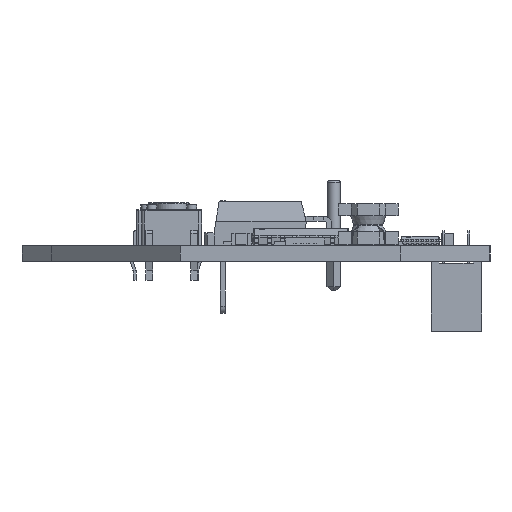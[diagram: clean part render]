
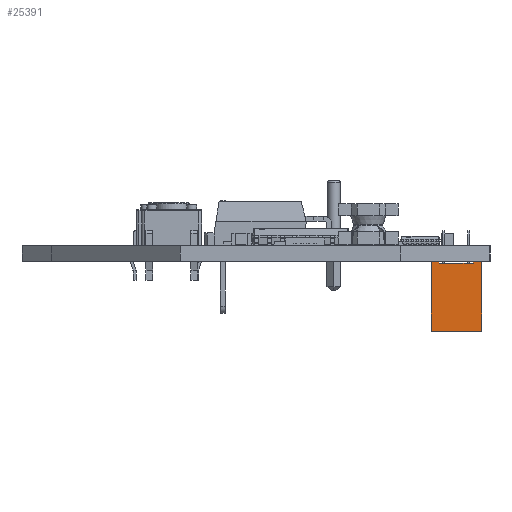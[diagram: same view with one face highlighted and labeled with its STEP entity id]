
A CAD part, left-side view. The second image highlights one B-rep face of the part: STEP entity #25391.
In plain terms, the highlighted planar face has unit normal (-1, 0, 0).
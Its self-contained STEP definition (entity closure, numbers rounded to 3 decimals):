
#4597 = VERTEX_POINT('',#4598);
#4598 = CARTESIAN_POINT('',(18.73,-21.813,-1.6));
#4604 = EDGE_CURVE('',#4605,#4597,#4607,.T.);
#4605 = VERTEX_POINT('',#4606);
#4606 = CARTESIAN_POINT('',(18.73,-22.66,-1.6));
#4607 = LINE('',#4608,#4609);
#4608 = CARTESIAN_POINT('',(18.73,-22.66,-1.6));
#4609 = VECTOR('',#4610,1.);
#4610 = DIRECTION('',(0.,1.,0.));
#4725 = VERTEX_POINT('',#4726);
#4726 = CARTESIAN_POINT('',(18.73,-17.58,-1.6));
#4732 = EDGE_CURVE('',#4733,#4725,#4735,.T.);
#4733 = VERTEX_POINT('',#4734);
#4734 = CARTESIAN_POINT('',(18.73,-18.427,-1.6));
#4735 = LINE('',#4736,#4737);
#4736 = CARTESIAN_POINT('',(18.73,-22.66,-1.6));
#4737 = VECTOR('',#4738,1.);
#4738 = DIRECTION('',(0.,1.,0.));
#25267 = VERTEX_POINT('',#25268);
#25268 = CARTESIAN_POINT('',(18.73,-21.813,-1.8));
#25274 = EDGE_CURVE('',#4597,#25267,#25275,.T.);
#25275 = LINE('',#25276,#25277);
#25276 = CARTESIAN_POINT('',(18.73,-21.813,-1.6));
#25277 = VECTOR('',#25278,1.);
#25278 = DIRECTION('',(0.,0.,-1.));
#25373 = VERTEX_POINT('',#25374);
#25374 = CARTESIAN_POINT('',(18.73,-22.66,-8.6));
#25380 = EDGE_CURVE('',#4605,#25373,#25381,.T.);
#25381 = LINE('',#25382,#25383);
#25382 = CARTESIAN_POINT('',(18.73,-22.66,-1.6));
#25383 = VECTOR('',#25384,1.);
#25384 = DIRECTION('',(0.,0.,-1.));
#25391 = ADVANCED_FACE('',(#25392),#25426,.F.);
#25392 = FACE_BOUND('',#25393,.F.);
#25393 = EDGE_LOOP('',(#25394,#25395,#25396,#25404,#25410,#25411,#25419,
    #25425));
#25394 = ORIENTED_EDGE('',*,*,#4604,.F.);
#25395 = ORIENTED_EDGE('',*,*,#25380,.T.);
#25396 = ORIENTED_EDGE('',*,*,#25397,.T.);
#25397 = EDGE_CURVE('',#25373,#25398,#25400,.T.);
#25398 = VERTEX_POINT('',#25399);
#25399 = CARTESIAN_POINT('',(18.73,-17.58,-8.6));
#25400 = LINE('',#25401,#25402);
#25401 = CARTESIAN_POINT('',(18.73,-22.66,-8.6));
#25402 = VECTOR('',#25403,1.);
#25403 = DIRECTION('',(0.,1.,0.));
#25404 = ORIENTED_EDGE('',*,*,#25405,.F.);
#25405 = EDGE_CURVE('',#4725,#25398,#25406,.T.);
#25406 = LINE('',#25407,#25408);
#25407 = CARTESIAN_POINT('',(18.73,-17.58,-1.6));
#25408 = VECTOR('',#25409,1.);
#25409 = DIRECTION('',(0.,0.,-1.));
#25410 = ORIENTED_EDGE('',*,*,#4732,.F.);
#25411 = ORIENTED_EDGE('',*,*,#25412,.T.);
#25412 = EDGE_CURVE('',#4733,#25413,#25415,.T.);
#25413 = VERTEX_POINT('',#25414);
#25414 = CARTESIAN_POINT('',(18.73,-18.427,-1.8));
#25415 = LINE('',#25416,#25417);
#25416 = CARTESIAN_POINT('',(18.73,-18.427,-1.6));
#25417 = VECTOR('',#25418,1.);
#25418 = DIRECTION('',(0.,0.,-1.));
#25419 = ORIENTED_EDGE('',*,*,#25420,.F.);
#25420 = EDGE_CURVE('',#25267,#25413,#25421,.T.);
#25421 = LINE('',#25422,#25423);
#25422 = CARTESIAN_POINT('',(18.73,-21.813,-1.8));
#25423 = VECTOR('',#25424,1.);
#25424 = DIRECTION('',(0.,1.,0.));
#25425 = ORIENTED_EDGE('',*,*,#25274,.F.);
#25426 = PLANE('',#25427);
#25427 = AXIS2_PLACEMENT_3D('',#25428,#25429,#25430);
#25428 = CARTESIAN_POINT('',(18.73,-22.66,-1.6));
#25429 = DIRECTION('',(1.,0.,0.));
#25430 = DIRECTION('',(0.,1.,0.));
